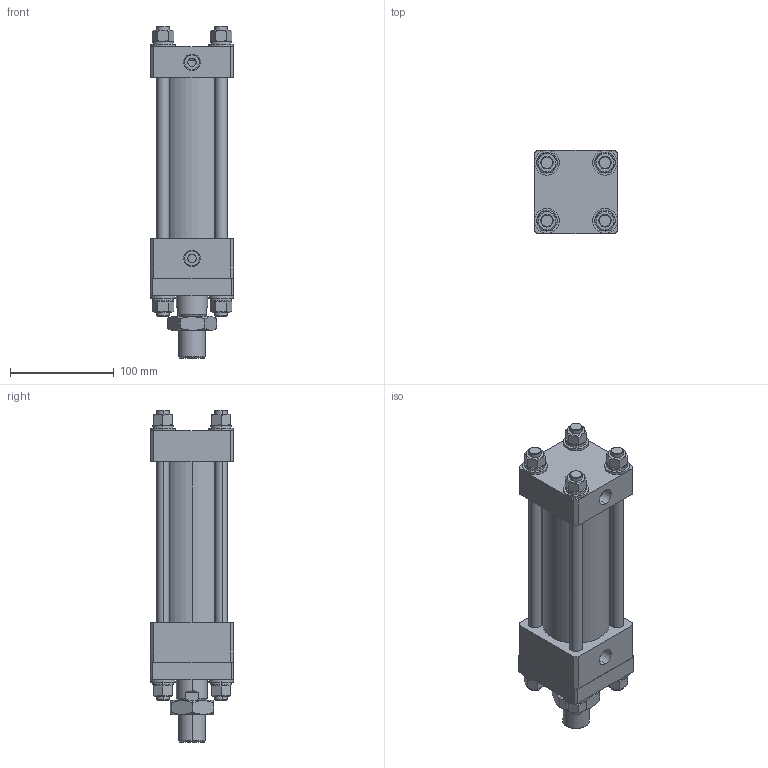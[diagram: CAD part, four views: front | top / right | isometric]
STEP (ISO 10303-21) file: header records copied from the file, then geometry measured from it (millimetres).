
FILE_DESCRIPTION (( 'STEP AP203' ), '1' );
FILE_NAME ('HOB-50-30-100.STEP', '2021-04-27T03:25:46', ( '微软用户' ), ( '微软中国' ), 'SwSTEP 2.0', 'SolidWorks 2012', '' );
FILE_SCHEMA (( 'CONFIG_CONTROL_DESIGN' ));
Length unit declared in the file: millimetre
Products named in the file (11): HOB-50-30-100楊擘; HOB-50-30-100前盖; HOB-50-30-100掛极; HOB-50-30-100綴裔; HOB-50-30-100嶺裝; HOB-50-30-100活塞杆; hex nuts 1-fine pitch-grades ab gb_GB_FASTENER_NUT_SNAB1XY M12X1.5-C; plain washers--product grade c gb_GB_FASTENER_WASHER_SMWC 12; HOB-50-30-100; single coil lock washers light type gb_GB_FASTENER_WASHER_SSWL 12; hex thin nuts grades ab gb_GB_FASTENER_NUT_STNABTT  B M27X2.0-C
Assembly tree (34 placements, depth 2):
  HOB-50-30-100
    HOB-50-30-100綴裔
    HOB-50-30-100掛极
    HOB-50-30-100前盖
    HOB-50-30-100楊擘
    HOB-50-30-100嶺裝  x4
    HOB-50-30-100活塞杆
    hex nuts 1-fine pitch-grades ab gb_GB_FASTENER_NUT_SNAB1XY M12X1.5-C  x8
    plain washers--product grade c gb_GB_FASTENER_WASHER_SMWC 12  x8
    single coil lock washers light type gb_GB_FASTENER_WASHER_SSWL 12  x8
    hex thin nuts grades ab gb_GB_FASTENER_NUT_STNABTT  B M27X2.0-C
Bounding box: 80 x 80 x 320 mm (x, y, z)
Volume: 1033213.7 mm3; surface area: 245160.1 mm2
Topology: 34 solids, 34 shells, 457 faces, 1027 edges, 646 vertices
Faces by surface type: cylinder 168, plane 168, cone 109, torus 12
Entity records: 7991 total; most frequent: CARTESIAN_POINT 1440, DIRECTION 1100, ORIENTED_EDGE 906, AXIS2_PLACEMENT_3D 456, EDGE_CURVE 453, VERTEX_POINT 286, EDGE_LOOP 243, CIRCLE 224
